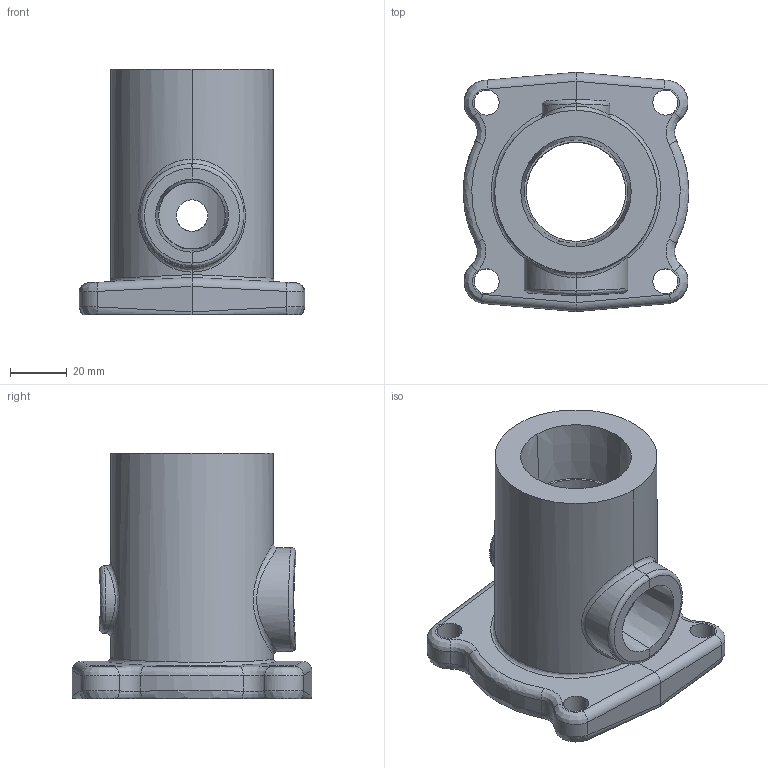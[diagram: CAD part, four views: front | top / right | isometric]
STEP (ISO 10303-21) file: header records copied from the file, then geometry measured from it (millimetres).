
FILE_DESCRIPTION((''),'2;1');
FILE_NAME('C42038_SW0001','2013-09-23T',('jhabe'),(''),'PRO/ENGINEER BY PARAMETRIC TECHNOLOGY CORPORATION, 2011310','PRO/ENGINEER BY PARAMETRIC TECHNOLOGY CORPORATION, 2011310','');
FILE_SCHEMA(('CONFIG_CONTROL_DESIGN'));
Length unit declared in the file: inch
Products named in the file (1): C42038_SW0001
Bounding box: 79.37 x 84.14 x 86.49 mm (x, y, z)
Surface area: 39166.4 mm2 (no closed solid volume)
Topology: 0 solids, 1 shells, 91 faces, 216 edges, 128 vertices
Faces by surface type: cylinder 38, bspline 30, plane 15, cone 8
Entity records: 6567 total; most frequent: CARTESIAN_POINT 4712, ORIENTED_EDGE 432, DIRECTION 280, EDGE_CURVE 216, VERTEX_POINT 128, AXIS2_PLACEMENT_3D 109, EDGE_LOOP 106, B_SPLINE_CURVE_WITH_KNOTS 106
